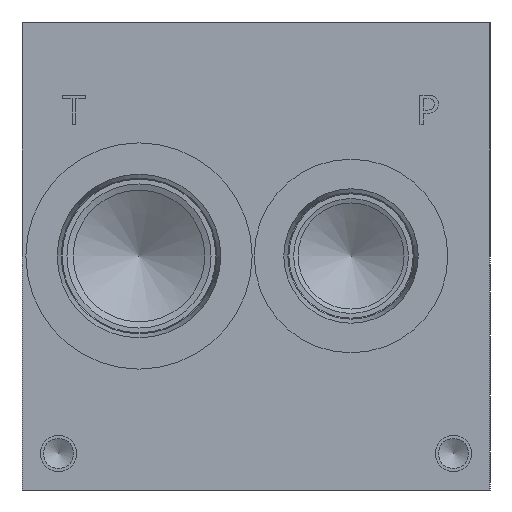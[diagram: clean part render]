
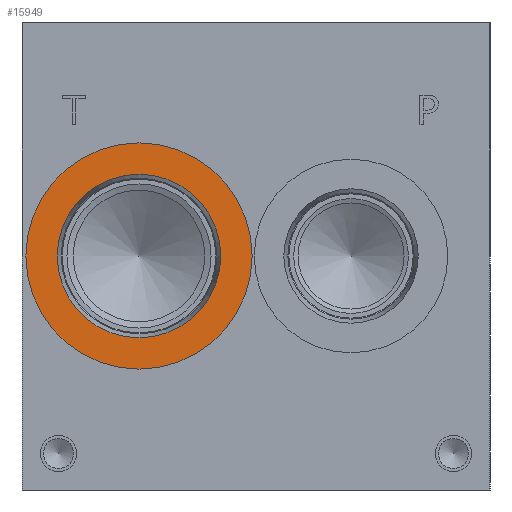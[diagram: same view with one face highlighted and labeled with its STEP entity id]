
A CAD part, left-side view. The second image highlights one B-rep face of the part: STEP entity #15949.
In plain terms, the highlighted planar face has unit normal (-1, 0, 0).
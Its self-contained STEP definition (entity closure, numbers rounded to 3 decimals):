
#603=CIRCLE('',#16833,24.562);
#604=CIRCLE('',#16834,24.562);
#605=CIRCLE('',#16836,17.755);
#606=CIRCLE('',#16837,17.755);
#1304=FACE_BOUND('',#2975,.T.);
#2043=FACE_OUTER_BOUND('',#2974,.T.);
#2974=EDGE_LOOP('',(#13446,#13447));
#2975=EDGE_LOOP('',(#13448,#13449));
#7279=VERTEX_POINT('',#26910);
#7280=VERTEX_POINT('',#26912);
#7281=VERTEX_POINT('',#26916);
#7282=VERTEX_POINT('',#26917);
#9420=EDGE_CURVE('',#7279,#7280,#603,.T.);
#9421=EDGE_CURVE('',#7280,#7279,#604,.T.);
#9422=EDGE_CURVE('',#7281,#7282,#605,.T.);
#9423=EDGE_CURVE('',#7282,#7281,#606,.T.);
#13446=ORIENTED_EDGE('',*,*,#9421,.F.);
#13447=ORIENTED_EDGE('',*,*,#9420,.F.);
#13448=ORIENTED_EDGE('',*,*,#9422,.T.);
#13449=ORIENTED_EDGE('',*,*,#9423,.T.);
#14696=PLANE('',#16835);
#15949=ADVANCED_FACE('',(#2043,#1304),#14696,.F.);
#16833=AXIS2_PLACEMENT_3D('',#26913,#19977,#19978);
#16834=AXIS2_PLACEMENT_3D('',#26914,#19979,#19980);
#16835=AXIS2_PLACEMENT_3D('',#26915,#19981,#19982);
#16836=AXIS2_PLACEMENT_3D('',#26918,#19983,#19984);
#16837=AXIS2_PLACEMENT_3D('',#26919,#19985,#19986);
#19977=DIRECTION('center_axis',(1.,0.,0.));
#19978=DIRECTION('ref_axis',(0.,0.,-1.));
#19979=DIRECTION('center_axis',(1.,0.,0.));
#19980=DIRECTION('ref_axis',(0.,0.,-1.));
#19981=DIRECTION('center_axis',(1.,0.,0.));
#19982=DIRECTION('ref_axis',(0.,0.,-1.));
#19983=DIRECTION('center_axis',(1.,0.,0.));
#19984=DIRECTION('ref_axis',(0.,0.,-1.));
#19985=DIRECTION('center_axis',(1.,0.,0.));
#19986=DIRECTION('ref_axis',(0.,0.,-1.));
#26910=CARTESIAN_POINT('',(0.787,76.2,26.238));
#26912=CARTESIAN_POINT('',(0.787,76.2,75.362));
#26913=CARTESIAN_POINT('Origin',(0.787,76.2,50.8));
#26914=CARTESIAN_POINT('Origin',(0.787,76.2,50.8));
#26915=CARTESIAN_POINT('Origin',(0.787,76.2,68.555));
#26916=CARTESIAN_POINT('',(0.787,76.2,68.555));
#26917=CARTESIAN_POINT('',(0.787,76.2,33.045));
#26918=CARTESIAN_POINT('Origin',(0.787,76.2,50.8));
#26919=CARTESIAN_POINT('Origin',(0.787,76.2,50.8));
